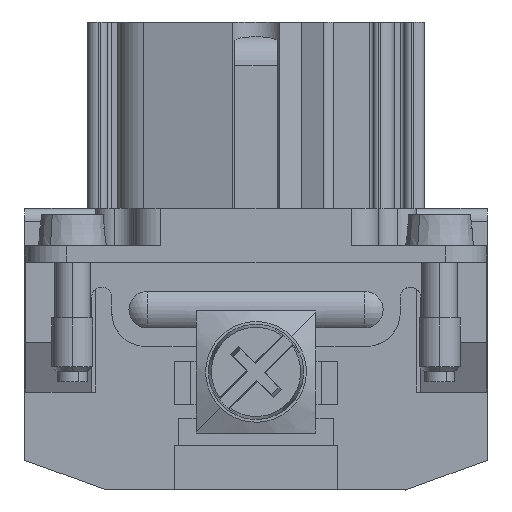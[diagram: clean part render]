
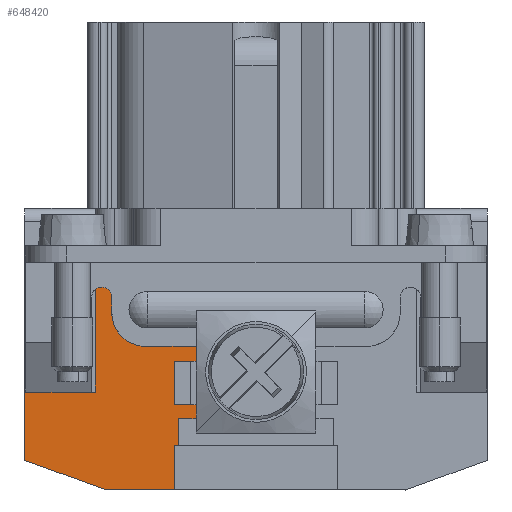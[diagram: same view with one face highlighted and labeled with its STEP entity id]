
A CAD part, front view. The second image highlights one B-rep face of the part: STEP entity #648420.
In plain terms, the highlighted face is planar.
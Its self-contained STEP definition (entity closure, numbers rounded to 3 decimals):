
#125020=CARTESIAN_POINT('',(46.159,-7.754,
18.55));
#125030=VERTEX_POINT('',#125020);
#125060=CARTESIAN_POINT('',(46.159,14.857,
18.55));
#125070=DIRECTION('',(0.,-1.,
0.));
#125080=VECTOR('',#125070,1.);
#125090=LINE('',#125060,#125080);
#125100=CARTESIAN_POINT('',(46.159,-2.754,
18.55));
#125110=VERTEX_POINT('',#125100);
#125120=EDGE_CURVE('',#125110,#125030,#125090,.T.);
#334930=CARTESIAN_POINT('',(46.303,14.857,
26.78));
#334940=DIRECTION('',(0.006,0.94,
0.342));
#334950=VECTOR('',#334940,1.);
#334960=LINE('',#334930,#334950);
#334970=CARTESIAN_POINT('',(46.121,-13.754,
16.366));
#334980=VERTEX_POINT('',#334970);
#334990=EDGE_CURVE('',#334980,#125030,#334960,.T.);
#345820=CARTESIAN_POINT('',(46.033,-13.754,
11.35));
#345830=VERTEX_POINT('',#345820);
#346260=CARTESIAN_POINT('',(46.033,-8.554,
11.35));
#346270=VERTEX_POINT('',#346260);
#346300=CARTESIAN_POINT('',(46.033,14.865,
11.35));
#346310=DIRECTION('',(0.,-1.,
0.));
#346320=VECTOR('',#346310,1.);
#346330=LINE('',#346300,#346320);
#346340=EDGE_CURVE('',#346270,#345830,#346330,.T.);
#430440=CARTESIAN_POINT('',(45.803,-13.754,
-1.85));
#430450=DIRECTION('',(0.017,0.,
1.));
#430460=VECTOR('',#430450,1.);
#430470=LINE('',#430440,#430460);
#430480=EDGE_CURVE('',#345830,#334980,#430470,.T.);
#469820=CARTESIAN_POINT('',(45.803,-2.754,
-1.85));
#469830=DIRECTION('',(0.017,0.,
1.));
#469840=VECTOR('',#469830,1.);
#469850=LINE('',#469820,#469840);
#469860=CARTESIAN_POINT('',(46.102,-2.754,
15.3));
#469870=VERTEX_POINT('',#469860);
#469880=EDGE_CURVE('',#469870,#125110,#469850,.T.);
#471610=CARTESIAN_POINT('',(46.102,-2.453,
15.3));
#471620=VERTEX_POINT('',#471610);
#471830=CARTESIAN_POINT('',(46.102,14.857,
15.3));
#471840=DIRECTION('',(0.,1.,
0.));
#471850=VECTOR('',#471840,1.);
#471860=LINE('',#471830,#471850);
#472080=EDGE_CURVE('',#469870,#471620,#471860,.T.);
#473500=CARTESIAN_POINT('',(45.901,-8.554,
3.801));
#473510=VERTEX_POINT('',#473500);
#473540=CARTESIAN_POINT('',(45.803,-8.554,
-1.85));
#473550=DIRECTION('',(-0.017,0.,
-1.));
#473560=VECTOR('',#473550,1.);
#473570=LINE('',#473540,#473560);
#473580=EDGE_CURVE('',#346270,#473510,#473570,.T.);
#630590=CARTESIAN_POINT('',(45.912,-7.353,
4.4));
#630600=VERTEX_POINT('',#630590);
#630630=CARTESIAN_POINT('',(45.912,-8.103,
4.4));
#630640=DIRECTION('',(1.,0.,
-0.017));
#630650=DIRECTION('',(-0.017,0.,
-1.));
#630660=AXIS2_PLACEMENT_3D('',#630630,#630640,#630650);
#630670=ELLIPSE('',#630660,0.75,0.75);
#630680=EDGE_CURVE('',#473510,#630600,#630670,.T.);
#633210=CARTESIAN_POINT('',(46.033,-13.754,
11.351));
#633220=DIRECTION('',(1.,0.,
-0.017));
#633230=DIRECTION('',(-0.017,0.,
-1.));
#633240=AXIS2_PLACEMENT_3D('',#633210,#633220,#633230);
#633250=PLANE('',#633240);
#636510=CARTESIAN_POINT('',(45.931,-4.853,
5.5));
#636520=DIRECTION('',(1.,0.,
-0.017));
#636530=DIRECTION('',(-0.017,0.,
-1.));
#636540=AXIS2_PLACEMENT_3D('',#636510,#636520,#636530);
#636550=ELLIPSE('',#636540,2.5,2.5);
#636560=CARTESIAN_POINT('',(45.975,-4.853,
8.));
#636570=VERTEX_POINT('',#636560);
#636580=CARTESIAN_POINT('',(45.931,-7.353,
5.5));
#636590=VERTEX_POINT('',#636580);
#636600=EDGE_CURVE('',#636570,#636590,#636550,.T.);
#638770=CARTESIAN_POINT('',(45.803,-7.353,
-1.85));
#638780=DIRECTION('',(0.017,0.,
1.));
#638790=VECTOR('',#638780,1.);
#638800=LINE('',#638770,#638790);
#638810=EDGE_CURVE('',#630600,#636590,#638800,.T.);
#645460=CARTESIAN_POINT('',(46.067,-1.153,
13.3));
#645470=VERTEX_POINT('',#645460);
#645500=CARTESIAN_POINT('',(45.803,-1.153,
-1.85));
#645510=DIRECTION('',(-0.017,0.,
-1.));
#645520=VECTOR('',#645510,1.);
#645530=LINE('',#645500,#645520);
#645540=CARTESIAN_POINT('',(46.05,-1.153,
12.3));
#645550=VERTEX_POINT('',#645540);
#645560=EDGE_CURVE('',#645470,#645550,#645530,.T.);
#645740=CARTESIAN_POINT('',(45.994,-1.153,
9.1));
#645750=VERTEX_POINT('',#645740);
#645780=CARTESIAN_POINT('',(45.975,-1.153,
8.));
#645790=VERTEX_POINT('',#645780);
#645800=EDGE_CURVE('',#645750,#645790,#645530,.T.);
#647860=ORIENTED_EDGE('',*,*,#645800,.T.);
#647870=CARTESIAN_POINT('',(45.994,14.857,
9.1));
#647880=DIRECTION('',(0.,1.,
0.));
#647890=VECTOR('',#647880,1.);
#647900=LINE('',#647870,#647890);
#647910=CARTESIAN_POINT('',(45.994,-2.753,
9.1));
#647920=VERTEX_POINT('',#647910);
#647930=EDGE_CURVE('',#647920,#645750,#647900,.T.);
#647940=ORIENTED_EDGE('',*,*,#647930,.T.);
#647950=CARTESIAN_POINT('',(45.803,-2.753,
-1.85));
#647960=DIRECTION('',(-0.017,0.,
-1.));
#647970=VECTOR('',#647960,1.);
#647980=LINE('',#647950,#647970);
#647990=CARTESIAN_POINT('',(46.05,-2.753,
12.3));
#648000=VERTEX_POINT('',#647990);
#648010=EDGE_CURVE('',#648000,#647920,#647980,.T.);
#648020=ORIENTED_EDGE('',*,*,#648010,.T.);
#648030=CARTESIAN_POINT('',(46.05,14.857,
12.3));
#648040=DIRECTION('',(0.,-1.,
0.));
#648050=VECTOR('',#648040,1.);
#648060=LINE('',#648030,#648050);
#648070=EDGE_CURVE('',#645550,#648000,#648060,.T.);
#648080=ORIENTED_EDGE('',*,*,#648070,.T.);
#648090=ORIENTED_EDGE('',*,*,#645560,.T.);
#648100=CARTESIAN_POINT('',(46.067,14.857,
13.3));
#648110=DIRECTION('',(0.,-1.,
0.));
#648120=VECTOR('',#648110,1.);
#648130=LINE('',#648100,#648120);
#648140=CARTESIAN_POINT('',(46.067,-2.453,
13.3));
#648150=VERTEX_POINT('',#648140);
#648160=EDGE_CURVE('',#645470,#648150,#648130,.T.);
#648170=ORIENTED_EDGE('',*,*,#648160,.F.);
#648180=CARTESIAN_POINT('',(45.803,-2.453,
-1.85));
#648190=DIRECTION('',(-0.017,0.,
-1.));
#648200=VECTOR('',#648190,1.);
#648210=LINE('',#648180,#648200);
#648220=EDGE_CURVE('',#471620,#648150,#648210,.T.);
#648230=ORIENTED_EDGE('',*,*,#648220,.T.);
#648240=ORIENTED_EDGE('',*,*,#472080,.T.);
#648250=ORIENTED_EDGE('',*,*,#469880,.F.);
#648260=ORIENTED_EDGE('',*,*,#125120,.F.);
#648270=ORIENTED_EDGE('',*,*,#334990,.T.);
#648280=ORIENTED_EDGE('',*,*,#430480,.T.);
#648290=ORIENTED_EDGE('',*,*,#346340,.T.);
#648300=ORIENTED_EDGE('',*,*,#473580,.F.);
#648310=ORIENTED_EDGE('',*,*,#630680,.F.);
#648320=ORIENTED_EDGE('',*,*,#638810,.F.);
#648330=ORIENTED_EDGE('',*,*,#636600,.T.);
#648340=CARTESIAN_POINT('',(45.975,14.857,
8.));
#648350=DIRECTION('',(0.,1.,
0.));
#648360=VECTOR('',#648350,1.);
#648370=LINE('',#648340,#648360);
#648380=EDGE_CURVE('',#636570,#645790,#648370,.T.);
#648390=ORIENTED_EDGE('',*,*,#648380,.F.);
#648400=EDGE_LOOP('',(#648390,#648330,#648320,#648310,#648300,#648290,
#648280,#648270,#648260,#648250,#648240,#648230,#648170,#648090,#648080,
#648020,#647940,#647860));
#648410=FACE_OUTER_BOUND('',#648400,.T.);
#648420=ADVANCED_FACE('',(#648410),#633250,.F.);
